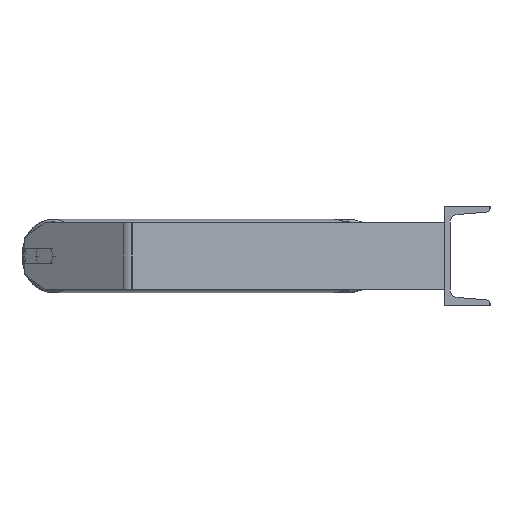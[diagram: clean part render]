
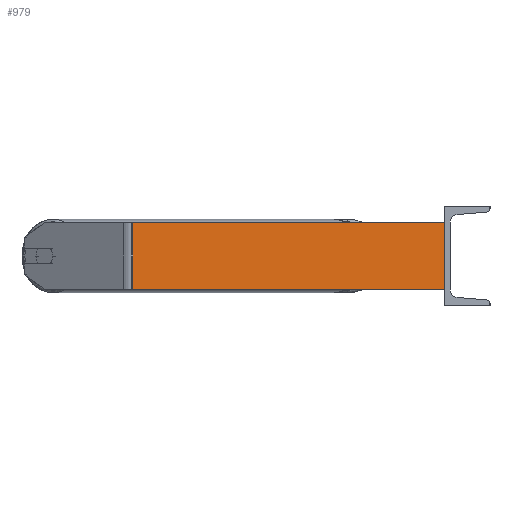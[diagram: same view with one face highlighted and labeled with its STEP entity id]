
A CAD part, left-side view. The second image highlights one B-rep face of the part: STEP entity #979.
In plain terms, the highlighted planar face has unit normal (-0.996, -0.087, 0).
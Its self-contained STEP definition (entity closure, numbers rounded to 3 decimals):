
#159 = DIRECTION ( 'NONE',  ( 0.087, -0.996, 0. ) ) ;
#320 = CARTESIAN_POINT ( 'NONE',  ( -918.418, 381.972, 40. ) ) ;
#923 = EDGE_CURVE ( 'NONE', #8638, #6686, #1977, .T. ) ;
#979 = ADVANCED_FACE ( 'NONE', ( #5744 ), #2835, .F. ) ;
#1085 = CARTESIAN_POINT ( 'NONE',  ( -917.911, 376.171, -40. ) ) ;
#1394 = EDGE_CURVE ( 'NONE', #8638, #3153, #5046, .T. ) ;
#1423 = DIRECTION ( 'NONE',  ( 0.996, 0.087, 0. ) ) ;
#1752 = VECTOR ( 'NONE', #159, 1000. ) ;
#1977 = LINE ( 'NONE', #6214, #4320 ) ;
#2111 = AXIS2_PLACEMENT_3D ( 'NONE', #2142, #1423, #7756 ) ;
#2142 = CARTESIAN_POINT ( 'NONE',  ( -918.418, 381.972, 40. ) ) ;
#2257 = VECTOR ( 'NONE', #3062, 1000. ) ;
#2835 = PLANE ( 'NONE',  #2111 ) ;
#2895 = ORIENTED_EDGE ( 'NONE', *, *, #1394, .F. ) ;
#2950 = CARTESIAN_POINT ( 'NONE',  ( -885., 0., -40. ) ) ;
#2989 = CARTESIAN_POINT ( 'NONE',  ( -885., 0., 40. ) ) ;
#3062 = DIRECTION ( 'NONE',  ( 0.087, -0.996, 0. ) ) ;
#3153 = VERTEX_POINT ( 'NONE', #2989 ) ;
#3214 = ORIENTED_EDGE ( 'NONE', *, *, #6628, .T. ) ;
#3325 = DIRECTION ( 'NONE',  ( 0., 0., -1. ) ) ;
#3623 = CARTESIAN_POINT ( 'NONE',  ( -917.911, 376.171, 40. ) ) ;
#3651 = CARTESIAN_POINT ( 'NONE',  ( -918.418, 381.972, -40. ) ) ;
#4320 = VECTOR ( 'NONE', #8946, 1000. ) ;
#4690 = CARTESIAN_POINT ( 'NONE',  ( -885., 0., 40. ) ) ;
#4984 = LINE ( 'NONE', #3651, #1752 ) ;
#5046 = LINE ( 'NONE', #320, #2257 ) ;
#5669 = EDGE_CURVE ( 'NONE', #3153, #6623, #7408, .T. ) ;
#5744 = FACE_OUTER_BOUND ( 'NONE', #8539, .T. ) ;
#6131 = ORIENTED_EDGE ( 'NONE', *, *, #5669, .F. ) ;
#6156 = VECTOR ( 'NONE', #3325, 1000. ) ;
#6214 = CARTESIAN_POINT ( 'NONE',  ( -917.911, 376.171, 40. ) ) ;
#6623 = VERTEX_POINT ( 'NONE', #2950 ) ;
#6628 = EDGE_CURVE ( 'NONE', #6686, #6623, #4984, .T. ) ;
#6686 = VERTEX_POINT ( 'NONE', #1085 ) ;
#7408 = LINE ( 'NONE', #4690, #6156 ) ;
#7756 = DIRECTION ( 'NONE',  ( -0.087, 0.996, 0. ) ) ;
#8463 = ORIENTED_EDGE ( 'NONE', *, *, #923, .T. ) ;
#8539 = EDGE_LOOP ( 'NONE', ( #3214, #6131, #2895, #8463 ) ) ;
#8638 = VERTEX_POINT ( 'NONE', #3623 ) ;
#8946 = DIRECTION ( 'NONE',  ( 0., 0., -1. ) ) ;
